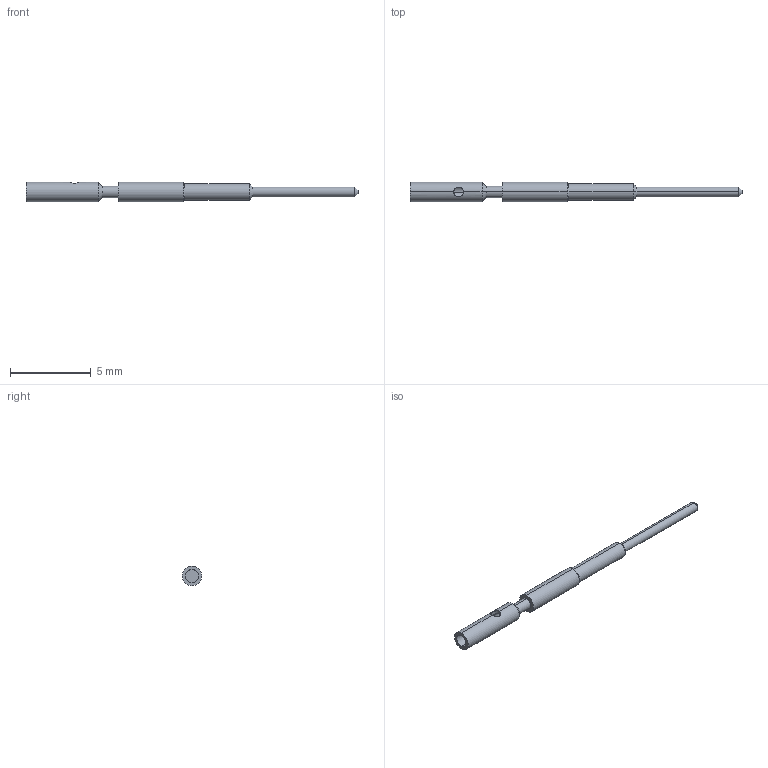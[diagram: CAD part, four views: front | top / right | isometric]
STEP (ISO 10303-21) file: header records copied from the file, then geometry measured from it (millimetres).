
FILE_DESCRIPTION (( 'STEP AP203' ), '1' );
FILE_NAME ('56-00032.STEP', '2024-04-26T22:25:14', ( '' ), ( '' ), 'SwSTEP 2.0', 'SolidWorks 2021', '' );
FILE_SCHEMA (( 'CONFIG_CONTROL_DESIGN' ));
Length unit declared in the file: millimetre
Products named in the file (1): 56-00032
Bounding box: 20.5 x 1.2 x 1.2 mm (x, y, z)
Volume: 13.2 mm3; surface area: 72.9 mm2
Topology: 1 solids, 1 shells, 26 faces, 54 edges, 30 vertices
Faces by surface type: cylinder 14, cone 8, plane 4
Entity records: 801 total; most frequent: CARTESIAN_POINT 159, DIRECTION 130, ORIENTED_EDGE 108, EDGE_CURVE 54, AXIS2_PLACEMENT_3D 53, VERTEX_POINT 30, EDGE_LOOP 28, FACE_OUTER_BOUND 26
